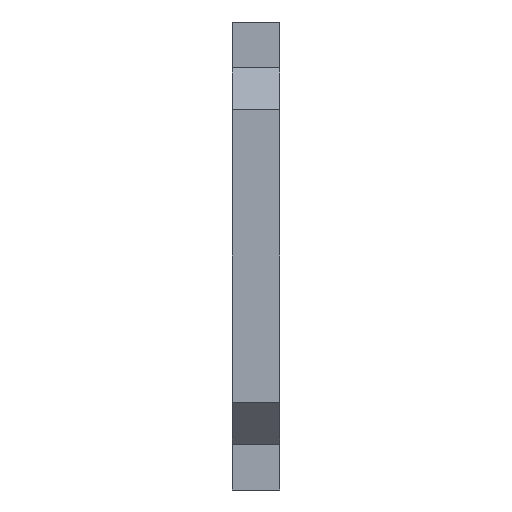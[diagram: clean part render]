
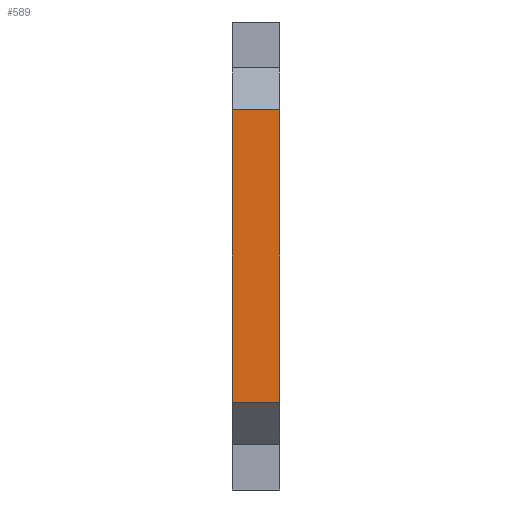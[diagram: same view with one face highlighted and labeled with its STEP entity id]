
A CAD part, left-side view. The second image highlights one B-rep face of the part: STEP entity #589.
In plain terms, the highlighted planar face has unit normal (-1, 0, 0).
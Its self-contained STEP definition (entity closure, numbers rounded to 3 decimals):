
#11 = ORIENTED_EDGE ( 'NONE', *, *, #12, .F. ) ;
#12 = EDGE_CURVE ( 'NONE', #617, #673, #70, .T. ) ;
#19 = VERTEX_POINT ( 'NONE', #24 ) ;
#24 = CARTESIAN_POINT ( 'NONE',  ( 0., 0.8, -2.468 ) ) ;
#70 = LINE ( 'NONE', #250, #664 ) ;
#134 = DIRECTION ( 'NONE',  ( 0., 0., -1. ) ) ;
#141 = CARTESIAN_POINT ( 'NONE',  ( 0., 0.8, 2.468 ) ) ;
#160 = ORIENTED_EDGE ( 'NONE', *, *, #445, .T. ) ;
#167 = EDGE_CURVE ( 'NONE', #421, #673, #406, .T. ) ;
#193 = VECTOR ( 'NONE', #254, 1000. ) ;
#250 = CARTESIAN_POINT ( 'NONE',  ( 0., 0.8, 2.468 ) ) ;
#254 = DIRECTION ( 'NONE',  ( 0., 0., 1. ) ) ;
#266 = EDGE_CURVE ( 'NONE', #19, #617, #513, .T. ) ;
#331 = CARTESIAN_POINT ( 'NONE',  ( 0., 0.8, 2.468 ) ) ;
#371 = CARTESIAN_POINT ( 'NONE',  ( 0., 0.8, 2.468 ) ) ;
#372 = EDGE_LOOP ( 'NONE', ( #423, #11, #529, #160 ) ) ;
#406 = LINE ( 'NONE', #706, #688 ) ;
#421 = VERTEX_POINT ( 'NONE', #520 ) ;
#423 = ORIENTED_EDGE ( 'NONE', *, *, #167, .T. ) ;
#445 = EDGE_CURVE ( 'NONE', #19, #421, #540, .T. ) ;
#481 = DIRECTION ( 'NONE',  ( 1., 0., 0. ) ) ;
#506 = DIRECTION ( 'NONE',  ( 0., -1., 0. ) ) ;
#513 = LINE ( 'NONE', #331, #193 ) ;
#520 = CARTESIAN_POINT ( 'NONE',  ( 0., 0., -2.468 ) ) ;
#529 = ORIENTED_EDGE ( 'NONE', *, *, #266, .F. ) ;
#540 = LINE ( 'NONE', #561, #663 ) ;
#559 = CARTESIAN_POINT ( 'NONE',  ( 0., 0., 2.468 ) ) ;
#561 = CARTESIAN_POINT ( 'NONE',  ( 0., 0.8, -2.468 ) ) ;
#589 = ADVANCED_FACE ( 'NONE', ( #647 ), #710, .F. ) ;
#590 = DIRECTION ( 'NONE',  ( 0., -1., 0. ) ) ;
#612 = DIRECTION ( 'NONE',  ( 0., 0., 1. ) ) ;
#617 = VERTEX_POINT ( 'NONE', #141 ) ;
#647 = FACE_OUTER_BOUND ( 'NONE', #372, .T. ) ;
#663 = VECTOR ( 'NONE', #506, 1000. ) ;
#664 = VECTOR ( 'NONE', #590, 1000. ) ;
#673 = VERTEX_POINT ( 'NONE', #559 ) ;
#688 = VECTOR ( 'NONE', #612, 1000. ) ;
#691 = AXIS2_PLACEMENT_3D ( 'NONE', #371, #481, #134 ) ;
#706 = CARTESIAN_POINT ( 'NONE',  ( 0., 0., 2.468 ) ) ;
#710 = PLANE ( 'NONE',  #691 ) ;
